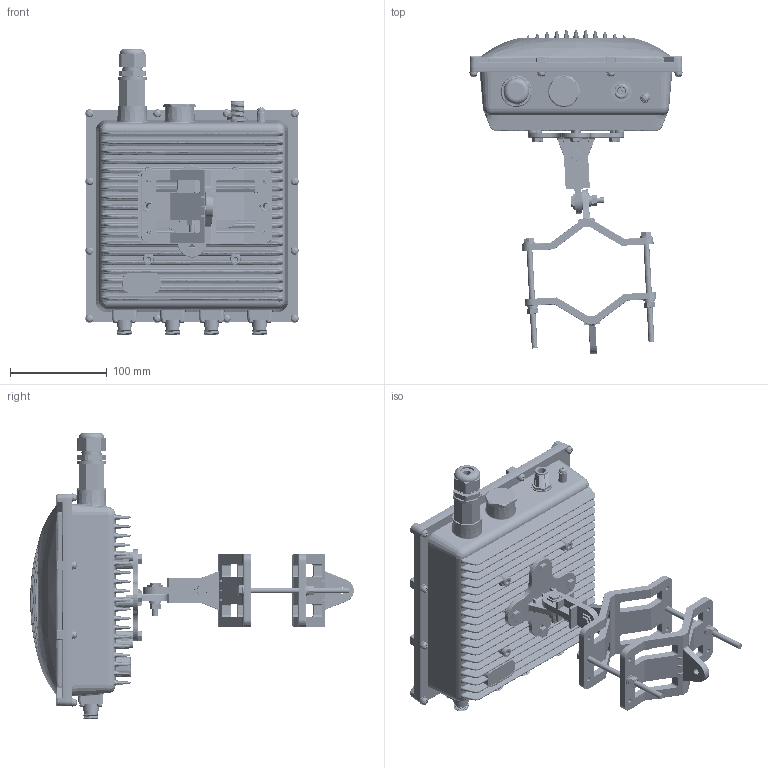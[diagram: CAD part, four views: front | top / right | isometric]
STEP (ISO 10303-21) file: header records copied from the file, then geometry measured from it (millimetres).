
FILE_DESCRIPTION((''),'2;1');
FILE_NAME('RAK7249_ASM','2020-12-09T',('lina'),(''),'PRO/ENGINEER BY PARAMETRIC TECHNOLOGY CORPORATION, 2010280','PRO/ENGINEER BY PARAMETRIC TECHNOLOGY CORPORATION, 2010280','');
FILE_SCHEMA(('AUTOMOTIVE_DESIGN { 1 2 10303 214 0 1 1 1 }'));
Products named in the file (30): XD-W6_BASE; WP240-AGN-COVER; RAKU31040005_ASM; RAKU71460007; SO-3_5M3-8-ZC; S-M3-1-ZC; RAKU71460007_ASM; GB9074_4-88_M3X6; N_TYPE; N_TYPE_SCREW; 0404C004; PG16-BODY; PG16-RUB; PG16-NUT; PG16_ASM; 2112B002; GB9074_4-88_M4X12_S; GB9074_4-88_M4X8; N-PLUG; XD-W6_KIT-A; XD-W6_KIT-B; XD-W6_KIT-C; GB5781-86_M6X12; GB5781-86_M6X30; GB97_1-85_6; GB93-87_6; GB5781-86_M6X110; GB6170-86_M6; XD-W6_KIT_ASM; RAK7249_ASM
Assembly tree (86 placements, depth 3):
  RAK7249_ASM
    RAKU31040005_ASM
      XD-W6_BASE
      WP240-AGN-COVER
    RAKU71460007_ASM
      RAKU71460007
      SO-3_5M3-8-ZC  x4
      S-M3-1-ZC  x4
    GB9074_4-88_M3X6  x19
    N_TYPE  x4
    N_TYPE_SCREW
    0404C004
    PG16_ASM
      PG16-BODY
      PG16-RUB
      PG16-NUT
    2112B002
    GB9074_4-88_M4X12_S  x12
    GB9074_4-88_M4X8
    N-PLUG  x3
    XD-W6_KIT_ASM
      XD-W6_KIT-A
      XD-W6_KIT-B
      XD-W6_KIT-C  x2
      GB5781-86_M6X12  x4
      GB5781-86_M6X30  x2
      GB97_1-85_6  x6
      GB93-87_6  x4
      GB5781-86_M6X110  x2
      GB6170-86_M6  x4
Bounding box: 221 x 334.81 x 295.8 mm (x, y, z)
Volume: 919435 mm3; surface area: 580356.8 mm2
Topology: 90 solids, 116 shells, 4614 faces, 11582 edges, 7333 vertices
Faces by surface type: plane 1627, cylinder 1294, bspline 1074, cone 392, torus 147, sphere 68, revolution 10, extrusion 2
Entity records: 166608 total; most frequent: CARTESIAN_POINT 88392, ORIENTED_EDGE 15640, DIRECTION 11393, EDGE_CURVE 7868, VERTEX_POINT 4978, AXIS2_PLACEMENT_3D 4187, EDGE_LOOP 3314, FACE_OUTER_BOUND 3058
